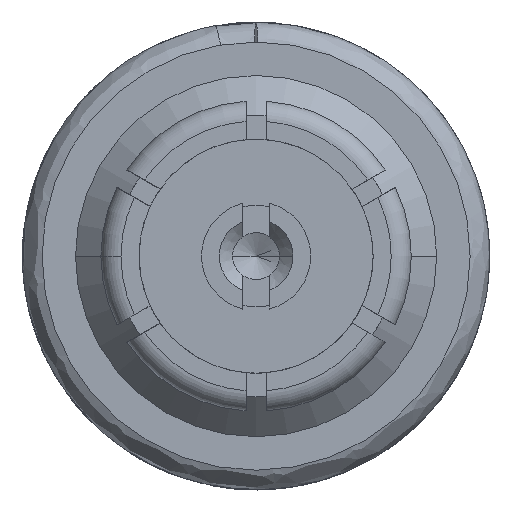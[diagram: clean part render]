
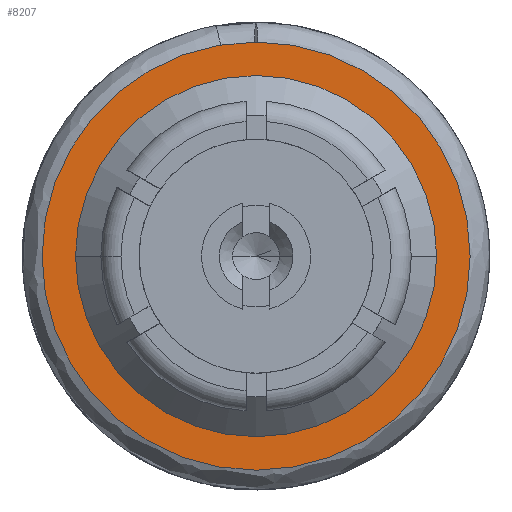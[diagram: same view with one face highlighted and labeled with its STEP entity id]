
A CAD part, left-side view. The second image highlights one B-rep face of the part: STEP entity #8207.
In plain terms, the highlighted planar face has unit normal (-1, 0, 0).
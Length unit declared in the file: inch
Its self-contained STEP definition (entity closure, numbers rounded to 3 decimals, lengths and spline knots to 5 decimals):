
#319 = VERTEX_POINT ( 'NONE', #5728 ) ;
#1148 = AXIS2_PLACEMENT_3D ( 'NONE', #5084, #5972, #3013 ) ;
#1222 = CIRCLE ( 'NONE', #1244, 0.05315 ) ;
#1244 = AXIS2_PLACEMENT_3D ( 'NONE', #1595, #1510, #4530 ) ;
#1510 = DIRECTION ( 'NONE',  ( 1., 0., 0. ) ) ;
#1595 = CARTESIAN_POINT ( 'NONE',  ( -0.86246, 0., 0. ) ) ;
#1671 = AXIS2_PLACEMENT_3D ( 'NONE', #7010, #4054, #5531 ) ;
#1743 = CARTESIAN_POINT ( 'NONE',  ( -0.86246, 0., 0. ) ) ;
#1758 = EDGE_LOOP ( 'NONE', ( #3899, #4144 ) ) ;
#1825 = CIRCLE ( 'NONE', #1671, 0.06299 ) ;
#1870 = VERTEX_POINT ( 'NONE', #7197 ) ;
#2489 = VERTEX_POINT ( 'NONE', #8732 ) ;
#2667 = CIRCLE ( 'NONE', #6477, 0.06299 ) ;
#2762 = AXIS2_PLACEMENT_3D ( 'NONE', #6858, #8350, #7717 ) ;
#2996 = CIRCLE ( 'NONE', #1148, 0.05315 ) ;
#3013 = DIRECTION ( 'NONE',  ( 0., 1., 0. ) ) ;
#3188 = EDGE_CURVE ( 'NONE', #1870, #2489, #2996, .T. ) ;
#3423 = PLANE ( 'NONE',  #2762 ) ;
#3899 = ORIENTED_EDGE ( 'NONE', *, *, #3188, .T. ) ;
#4054 = DIRECTION ( 'NONE',  ( 1., 0., 0. ) ) ;
#4099 = EDGE_LOOP ( 'NONE', ( #7171, #5367 ) ) ;
#4144 = ORIENTED_EDGE ( 'NONE', *, *, #7327, .T. ) ;
#4530 = DIRECTION ( 'NONE',  ( 0., 1., 0. ) ) ;
#4676 = DIRECTION ( 'NONE',  ( 1., 0., 0. ) ) ;
#4987 = EDGE_CURVE ( 'NONE', #319, #5295, #2667, .T. ) ;
#5084 = CARTESIAN_POINT ( 'NONE',  ( -0.86246, 0., 0. ) ) ;
#5295 = VERTEX_POINT ( 'NONE', #6902 ) ;
#5367 = ORIENTED_EDGE ( 'NONE', *, *, #7110, .F. ) ;
#5531 = DIRECTION ( 'NONE',  ( 0., 1., 0. ) ) ;
#5728 = CARTESIAN_POINT ( 'NONE',  ( -0.86246, 0.06299, 0. ) ) ;
#5972 = DIRECTION ( 'NONE',  ( 1., 0., 0. ) ) ;
#6327 = FACE_BOUND ( 'NONE', #1758, .T. ) ;
#6477 = AXIS2_PLACEMENT_3D ( 'NONE', #1743, #4676, #8259 ) ;
#6858 = CARTESIAN_POINT ( 'NONE',  ( -0.86246, -0.06299, 0. ) ) ;
#6902 = CARTESIAN_POINT ( 'NONE',  ( -0.86246, -0.06299, 0. ) ) ;
#6906 = FACE_OUTER_BOUND ( 'NONE', #4099, .T. ) ;
#7010 = CARTESIAN_POINT ( 'NONE',  ( -0.86246, 0., 0. ) ) ;
#7110 = EDGE_CURVE ( 'NONE', #5295, #319, #1825, .T. ) ;
#7171 = ORIENTED_EDGE ( 'NONE', *, *, #4987, .F. ) ;
#7197 = CARTESIAN_POINT ( 'NONE',  ( -0.86246, 0.05315, 0. ) ) ;
#7327 = EDGE_CURVE ( 'NONE', #2489, #1870, #1222, .T. ) ;
#7717 = DIRECTION ( 'NONE',  ( 0., 1., 0. ) ) ;
#8207 = ADVANCED_FACE ( 'NONE', ( #6906, #6327 ), #3423, .T. ) ;
#8259 = DIRECTION ( 'NONE',  ( 0., 1., 0. ) ) ;
#8350 = DIRECTION ( 'NONE',  ( -1., 0., 0. ) ) ;
#8732 = CARTESIAN_POINT ( 'NONE',  ( -0.86246, -0.05315, 0. ) ) ;
